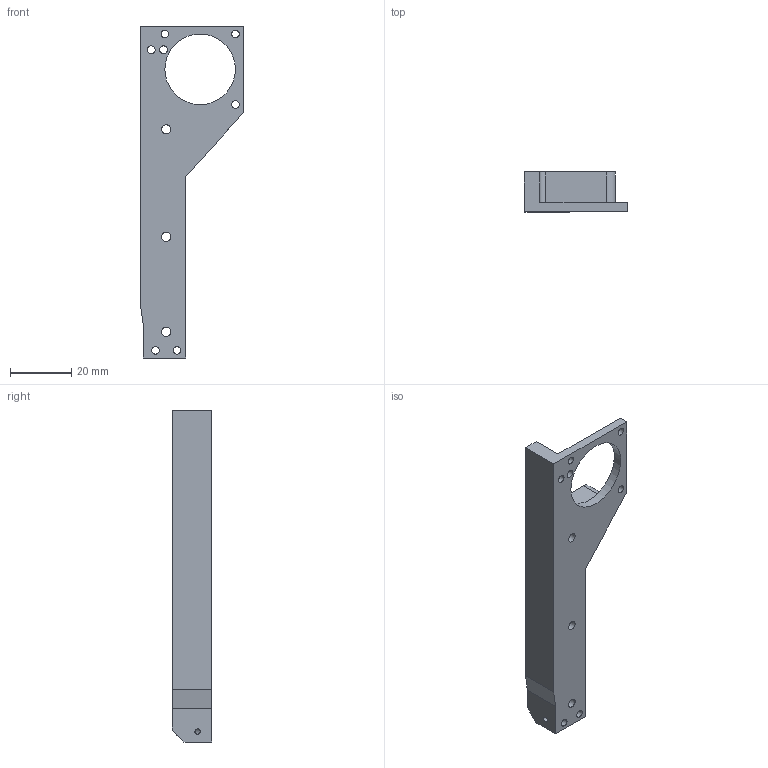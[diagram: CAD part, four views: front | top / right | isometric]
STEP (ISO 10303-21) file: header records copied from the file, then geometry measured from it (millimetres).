
FILE_DESCRIPTION(('FreeCAD Model'),'2;1');
FILE_NAME('PP-MP0279_motor_mount.step','2019-06-13T14:27:10',('Author'),(''), 'Open CASCADE STEP processor 6.9','FreeCAD','Unknown');
FILE_SCHEMA(('AUTOMOTIVE_DESIGN { 1 0 10303 214 1 1 1 1 }'));
Length unit declared in the file: millimetre
Products named in the file (1): Pad005
Bounding box: 33.6 x 13 x 108.2 mm (x, y, z)
Volume: 16539 mm3; surface area: 9196.3 mm2
Topology: 1 solids, 1 shells, 50 faces, 137 edges, 91 vertices
Faces by surface type: plane 23, cylinder 23, cone 4
Full cylindrical faces by diameter (mm): 1.75 x1, 2.5 x7, 3 x3, 4.7 x2, 23 x1
Entity records: 3882 total; most frequent: CARTESIAN_POINT 1049, DIRECTION 538, LINE 283, VECTOR 283, ORIENTED_EDGE 274, PCURVE 274, DEFINITIONAL_REPRESENTATION 274, EDGE_CURVE 137
